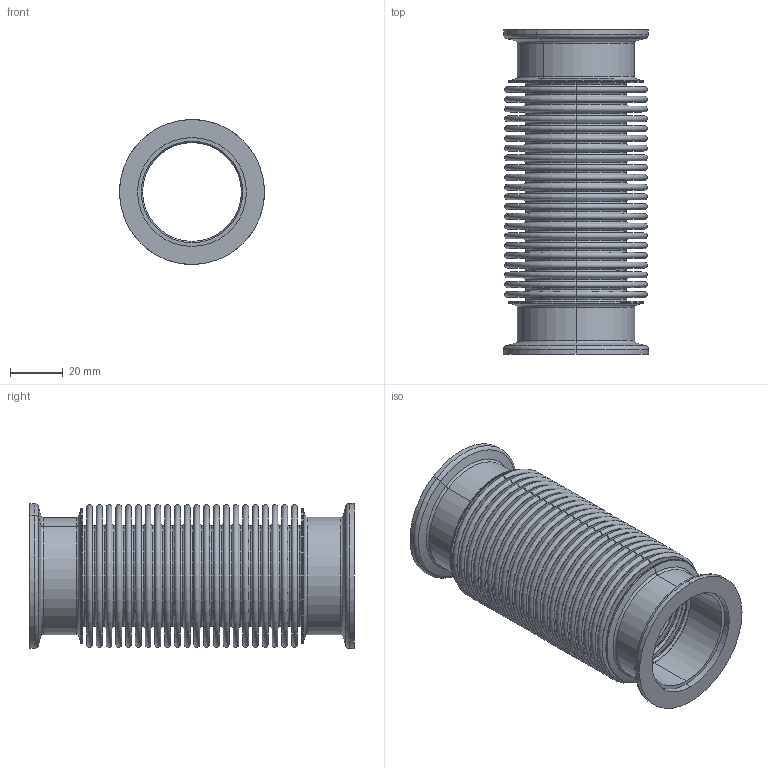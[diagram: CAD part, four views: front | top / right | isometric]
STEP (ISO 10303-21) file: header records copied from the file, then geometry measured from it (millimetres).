
FILE_DESCRIPTION (( 'STEP AP214' ), '1' );
FILE_NAME ('Hositrad_KX40-123.STEP', '2014-09-23T12:14:30', ( '' ), ( '' ), 'SwSTEP 2.0', 'SolidWorks 2014', '' );
FILE_SCHEMA (( 'AUTOMOTIVE_DESIGN' ));
Length unit declared in the file: millimetre
Products named in the file (3): KF40-stub; HydroFormedBellow-54-38-L84; Hositrad_KX40-123
Assembly tree (3 placements, depth 2):
  Hositrad_KX40-123
    HydroFormedBellow-54-38-L84
    KF40-stub  x2
Bounding box: 55 x 123.1 x 55 mm (x, y, z)
Volume: 38626.7 mm3; surface area: 134502.6 mm2
Topology: 3 solids, 3 shells, 420 faces, 840 edges, 520 vertices
Faces by surface type: torus 284, plane 100, cylinder 24, cone 12
Entity records: 10738 total; most frequent: DIRECTION 2356, CARTESIAN_POINT 1678, ORIENTED_EDGE 1576, AXIS2_PLACEMENT_3D 1168, EDGE_CURVE 788, CIRCLE 768, VERTEX_POINT 490, EDGE_LOOP 490
